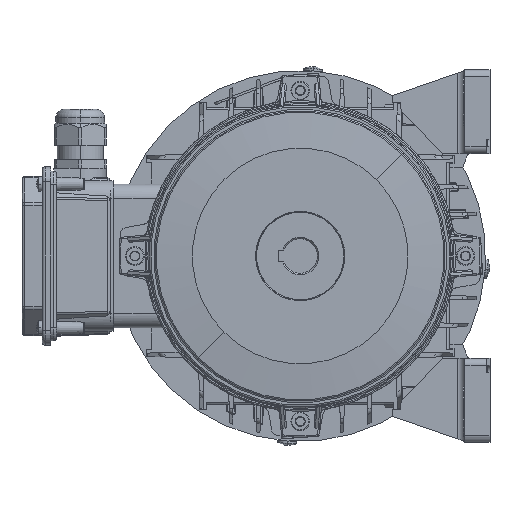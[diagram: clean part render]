
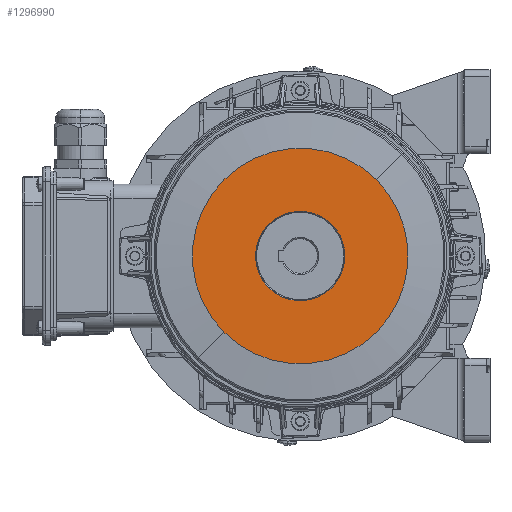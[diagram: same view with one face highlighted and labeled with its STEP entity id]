
A CAD part, left-side view. The second image highlights one B-rep face of the part: STEP entity #1296990.
In plain terms, the highlighted face is planar.
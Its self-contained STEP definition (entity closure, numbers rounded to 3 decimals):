
#1296370=CARTESIAN_POINT('',(184.815,811.677,
0.));
#1296380=VERTEX_POINT('',#1296370);
#1296560=CARTESIAN_POINT('',(184.815,961.677,0.));
#1296570=VERTEX_POINT('',#1296560);
#1296600=CARTESIAN_POINT('',(184.815,886.677,0.));
#1296610=DIRECTION('',(-1.,0.,0.));
#1296620=DIRECTION('',(0.,1.,0.));
#1296630=AXIS2_PLACEMENT_3D('',#1296600,#1296610,#1296620);
#1296640=CIRCLE('',#1296630,75.);
#1296650=EDGE_CURVE('',#1296380,#1296570,#1296640,.T.);
#1296700=CARTESIAN_POINT('',(184.815,939.427,0.));
#1296710=DIRECTION('',(-1.,0.,0.));
#1296720=DIRECTION('',(0.,1.,0.));
#1296730=AXIS2_PLACEMENT_3D('',#1296700,#1296710,#1296720);
#1296740=PLANE('',#1296730);
#1296750=CARTESIAN_POINT('',(184.815,886.677,
0.));
#1296760=DIRECTION('',(-1.,0.,0.));
#1296770=DIRECTION('',(0.,1.,0.));
#1296780=AXIS2_PLACEMENT_3D('',#1296750,#1296760,#1296770);
#1296790=CIRCLE('',#1296780,31.077);
#1296800=CARTESIAN_POINT('',(184.815,917.754,
0.));
#1296810=VERTEX_POINT('',#1296800);
#1296820=CARTESIAN_POINT('',(184.815,855.599,
0.));
#1296830=VERTEX_POINT('',#1296820);
#1296840=EDGE_CURVE('',#1296810,#1296830,#1296790,.T.);
#1296850=ORIENTED_EDGE('',*,*,#1296840,.T.);
#1296860=CARTESIAN_POINT('',(184.815,864.702,
21.975));
#1296870=VERTEX_POINT('',#1296860);
#1296880=EDGE_CURVE('',#1296870,#1296810,#1296790,.T.);
#1296890=ORIENTED_EDGE('',*,*,#1296880,.T.);
#1296900=EDGE_CURVE('',#1296830,#1296870,#1296790,.T.);
#1296910=ORIENTED_EDGE('',*,*,#1296900,.T.);
#1296920=EDGE_LOOP('',(#1296910,#1296890,#1296850));
#1296930=FACE_BOUND('',#1296920,.T.);
#1296940=EDGE_CURVE('',#1296570,#1296380,#1296640,.T.);
#1296950=ORIENTED_EDGE('',*,*,#1296940,.F.);
#1296960=ORIENTED_EDGE('',*,*,#1296650,.F.);
#1296970=EDGE_LOOP('',(#1296960,#1296950));
#1296980=FACE_OUTER_BOUND('',#1296970,.T.);
#1296990=ADVANCED_FACE('',(#1296930,#1296980),#1296740,.F.);
